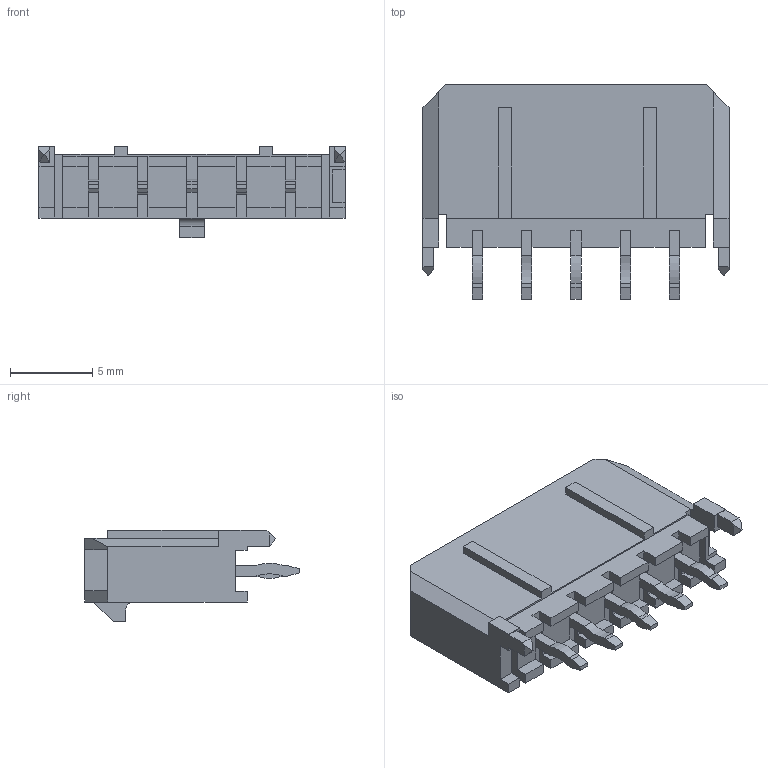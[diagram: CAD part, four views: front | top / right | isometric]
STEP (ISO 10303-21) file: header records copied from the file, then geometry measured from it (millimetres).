
FILE_DESCRIPTION(('STEP AP242'),'1');
FILE_NAME('43650-0515.stp','2021-11-26T17:56:38',('TraceParts'),('TraceParts S.A.'),'Spatial InterOp 3D',' ',' ');
FILE_SCHEMA(('AP242_MANAGED_MODEL_BASED_3D_ENGINEERING_MIM_LF {1 0 10303 442 1 1 4}'));
Length unit declared in the file: millimetre
Products named in the file (1): 43650-0515_1
Bounding box: 18.64 x 13.08 x 5.57 mm (x, y, z)
Volume: 530.8 mm3; surface area: 935.5 mm2
Topology: 1 solids, 1 shells, 216 faces, 611 edges, 424 vertices
Faces by surface type: plane 205, cylinder 11
Entity records: 6847 total; most frequent: CARTESIAN_POINT 1211, ORIENTED_EDGE 1180, DIRECTION 1083, EDGE_CURVE 590, LINE 575, VECTOR 575, VERTEX_POINT 382, AXIS2_PLACEMENT_3D 254
